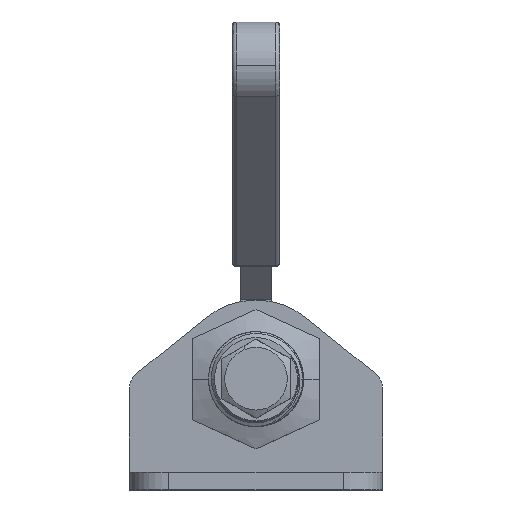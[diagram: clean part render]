
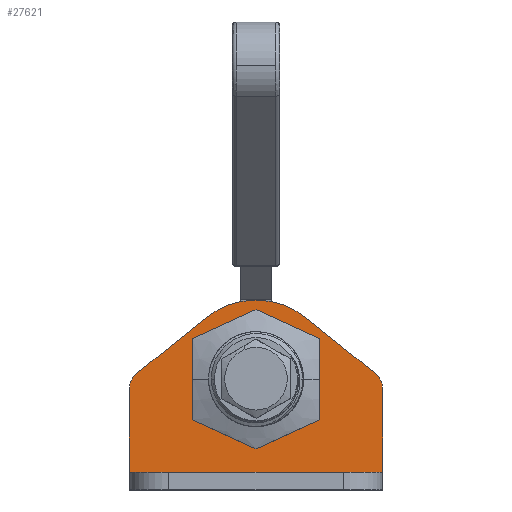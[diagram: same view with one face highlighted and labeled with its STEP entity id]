
A CAD part, top view. The second image highlights one B-rep face of the part: STEP entity #27621.
In plain terms, the highlighted planar face has unit normal (0, 0, 1).
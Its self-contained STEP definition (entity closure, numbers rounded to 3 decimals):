
#4348 = CARTESIAN_POINT ( 'NONE',  ( 19.5, 28., 4.5 ) ) ;
#4349 = CARTESIAN_POINT ( 'NONE',  ( 44.5, 28., 4.5 ) ) ;
#4363 = DIRECTION ( 'NONE',  ( 0., 1., 0. ) ) ;
#4364 = DIRECTION ( 'NONE',  ( 0., 0., -1. ) ) ;
#4365 = CARTESIAN_POINT ( 'NONE',  ( 32., 28., 4.5 ) ) ;
#4366 = AXIS2_PLACEMENT_3D ( 'NONE', #4365, #4364, #4363 ) ;
#4367 = CIRCLE ( 'NONE', #4366, 12.5 ) ;
#4409 = CARTESIAN_POINT ( 'NONE',  ( 0., 4.5, 4.5 ) ) ;
#4449 = DIRECTION ( 'NONE',  ( -1., 0., 0. ) ) ;
#4450 = VECTOR ( 'NONE', #4449, 1000. ) ;
#4451 = CARTESIAN_POINT ( 'NONE',  ( 64., 4.5, 4.5 ) ) ;
#4452 = LINE ( 'NONE', #4451, #4450 ) ;
#4496 = CARTESIAN_POINT ( 'NONE',  ( 64., 4.5, 4.5 ) ) ;
#4673 = CARTESIAN_POINT ( 'NONE',  ( 5., 25.599, 4.5 ) ) ;
#4678 = DIRECTION ( 'NONE',  ( 0., 1., 0. ) ) ;
#4679 = DIRECTION ( 'NONE',  ( 0., 0., 1. ) ) ;
#4680 = AXIS2_PLACEMENT_3D ( 'NONE', #4673, #4679, #4678 ) ;
#4681 = CIRCLE ( 'NONE', #4680, 5. ) ;
#4830 = DIRECTION ( 'NONE',  ( 0., -1., 0. ) ) ;
#4831 = VECTOR ( 'NONE', #4830, 1000. ) ;
#4832 = CARTESIAN_POINT ( 'NONE',  ( 0., 48., 4.5 ) ) ;
#4833 = LINE ( 'NONE', #4832, #4831 ) ;
#4923 = CARTESIAN_POINT ( 'NONE',  ( 1.874, 29.501, 4.5 ) ) ;
#4924 = CARTESIAN_POINT ( 'NONE',  ( 19.495, 43.619, 4.5 ) ) ;
#4925 = DIRECTION ( 'NONE',  ( -0.78, -0.625, 0. ) ) ;
#4926 = VECTOR ( 'NONE', #4925, 1000. ) ;
#4927 = CARTESIAN_POINT ( 'NONE',  ( 48.74, 67.048, 4.5 ) ) ;
#4928 = DIRECTION ( 'NONE',  ( 0., 1., 0. ) ) ;
#4929 = DIRECTION ( 'NONE',  ( 0., 0., -1. ) ) ;
#4930 = CARTESIAN_POINT ( 'NONE',  ( 32., 28., 4.5 ) ) ;
#4931 = AXIS2_PLACEMENT_3D ( 'NONE', #4930, #4929, #4928 ) ;
#4932 = CIRCLE ( 'NONE', #4931, 12.5 ) ;
#4933 = LINE ( 'NONE', #4927, #4926 ) ;
#5009 = CARTESIAN_POINT ( 'NONE',  ( 0., 25.599, 4.5 ) ) ;
#20029 = DIRECTION ( 'NONE',  ( 0., 1., 0. ) ) ;
#20030 = DIRECTION ( 'NONE',  ( 0., 0., 1. ) ) ;
#20031 = CARTESIAN_POINT ( 'NONE',  ( 32., 28.01, 4.5 ) ) ;
#20032 = AXIS2_PLACEMENT_3D ( 'NONE', #20031, #20030, #20029 ) ;
#20033 = CIRCLE ( 'NONE', #20032, 20. ) ;
#20038 = DIRECTION ( 'NONE',  ( 0., 1., 0. ) ) ;
#20039 = DIRECTION ( 'NONE',  ( 0., 0., 1. ) ) ;
#20040 = CARTESIAN_POINT ( 'NONE',  ( 59., 25.599, 4.5 ) ) ;
#20041 = AXIS2_PLACEMENT_3D ( 'NONE', #20040, #20039, #20038 ) ;
#20042 = CIRCLE ( 'NONE', #20041, 5. ) ;
#20139 = DIRECTION ( 'NONE',  ( 0., 1., 0. ) ) ;
#20140 = DIRECTION ( 'NONE',  ( 0., 0., -1. ) ) ;
#20141 = CARTESIAN_POINT ( 'NONE',  ( 64., 48., 4.5 ) ) ;
#20142 = AXIS2_PLACEMENT_3D ( 'NONE', #20141, #20140, #20139 ) ;
#20143 = PLANE ( 'NONE',  #20142 ) ;
#20144 = FACE_OUTER_BOUND ( 'NONE', #25457, .T. ) ;
#20145 = FACE_BOUND ( 'NONE', #27622, .T. ) ;
#20146 = CARTESIAN_POINT ( 'NONE',  ( 31.369, 48., 4.5 ) ) ;
#20375 = DIRECTION ( 'NONE',  ( -0.78, 0.625, 0. ) ) ;
#20376 = VECTOR ( 'NONE', #20375, 1000. ) ;
#20377 = CARTESIAN_POINT ( 'NONE',  ( 54.241, 35.819, 4.5 ) ) ;
#20378 = LINE ( 'NONE', #20377, #20376 ) ;
#20407 = CARTESIAN_POINT ( 'NONE',  ( 62.126, 29.501, 4.5 ) ) ;
#20408 = DIRECTION ( 'NONE',  ( 0., -1., 0. ) ) ;
#20409 = VECTOR ( 'NONE', #20408, 1000. ) ;
#20410 = CARTESIAN_POINT ( 'NONE',  ( 64., 48., 4.5 ) ) ;
#20411 = LINE ( 'NONE', #20410, #20409 ) ;
#20417 = CARTESIAN_POINT ( 'NONE',  ( 64., 25.599, 4.5 ) ) ;
#20481 = CIRCLE ( 'NONE', #20499, 20. ) ;
#20482 = CARTESIAN_POINT ( 'NONE',  ( 44.505, 43.619, 4.5 ) ) ;
#20496 = DIRECTION ( 'NONE',  ( 0., 1., 0. ) ) ;
#20497 = DIRECTION ( 'NONE',  ( 0., 0., 1. ) ) ;
#20498 = CARTESIAN_POINT ( 'NONE',  ( 32., 28.01, 4.5 ) ) ;
#20499 = AXIS2_PLACEMENT_3D ( 'NONE', #20498, #20497, #20496 ) ;
#20624 = CARTESIAN_POINT ( 'NONE',  ( 32.631, 48., 4.5 ) ) ;
#20625 = DIRECTION ( 'NONE',  ( -1., 0., 0. ) ) ;
#20626 = VECTOR ( 'NONE', #20625, 1000. ) ;
#20627 = CARTESIAN_POINT ( 'NONE',  ( 64., 48., 4.5 ) ) ;
#20628 = LINE ( 'NONE', #20627, #20626 ) ;
#25228 = EDGE_CURVE ( 'NONE', #25229, #25230, #4367, .T. ) ;
#25229 = VERTEX_POINT ( 'NONE', #4349 ) ;
#25230 = VERTEX_POINT ( 'NONE', #4348 ) ;
#25246 = VERTEX_POINT ( 'NONE', #4409 ) ;
#25263 = EDGE_CURVE ( 'NONE', #25271, #25246, #4452, .T. ) ;
#25271 = VERTEX_POINT ( 'NONE', #4496 ) ;
#25422 = EDGE_CURVE ( 'NONE', #25475, #25246, #4833, .T. ) ;
#25454 = ORIENTED_EDGE ( 'NONE', *, *, #25455, .T. ) ;
#25455 = EDGE_CURVE ( 'NONE', #25230, #25229, #4932, .T. ) ;
#25456 = ORIENTED_EDGE ( 'NONE', *, *, #25228, .T. ) ;
#25457 = EDGE_LOOP ( 'NONE', ( #25458, #25462, #25476, #27763, #27713, #27573, #27575, #27704, #27580, #27764 ) ) ;
#25458 = ORIENTED_EDGE ( 'NONE', *, *, #25459, .T. ) ;
#25459 = EDGE_CURVE ( 'NONE', #25460, #25461, #4933, .T. ) ;
#25460 = VERTEX_POINT ( 'NONE', #4924 ) ;
#25461 = VERTEX_POINT ( 'NONE', #4923 ) ;
#25462 = ORIENTED_EDGE ( 'NONE', *, *, #25474, .T. ) ;
#25474 = EDGE_CURVE ( 'NONE', #25461, #25475, #4681, .T. ) ;
#25475 = VERTEX_POINT ( 'NONE', #5009 ) ;
#25476 = ORIENTED_EDGE ( 'NONE', *, *, #25422, .T. ) ;
#27573 = ORIENTED_EDGE ( 'NONE', *, *, #27574, .T. ) ;
#27574 = EDGE_CURVE ( 'NONE', #27714, #27719, #20042, .T. ) ;
#27575 = ORIENTED_EDGE ( 'NONE', *, *, #27703, .T. ) ;
#27579 = EDGE_CURVE ( 'NONE', #27761, #27791, #20033, .T. ) ;
#27580 = ORIENTED_EDGE ( 'NONE', *, *, #27790, .T. ) ;
#27620 = VERTEX_POINT ( 'NONE', #20146 ) ;
#27621 = ADVANCED_FACE ( 'NONE', ( #20145, #20144 ), #20143, .F. ) ;
#27622 = EDGE_LOOP ( 'NONE', ( #25454, #25456 ) ) ;
#27703 = EDGE_CURVE ( 'NONE', #27719, #27761, #20378, .T. ) ;
#27704 = ORIENTED_EDGE ( 'NONE', *, *, #27579, .T. ) ;
#27713 = ORIENTED_EDGE ( 'NONE', *, *, #27718, .F. ) ;
#27714 = VERTEX_POINT ( 'NONE', #20417 ) ;
#27718 = EDGE_CURVE ( 'NONE', #27714, #25271, #20411, .T. ) ;
#27719 = VERTEX_POINT ( 'NONE', #20407 ) ;
#27761 = VERTEX_POINT ( 'NONE', #20482 ) ;
#27763 = ORIENTED_EDGE ( 'NONE', *, *, #25263, .F. ) ;
#27764 = ORIENTED_EDGE ( 'NONE', *, *, #27765, .T. ) ;
#27765 = EDGE_CURVE ( 'NONE', #27620, #25460, #20481, .T. ) ;
#27790 = EDGE_CURVE ( 'NONE', #27791, #27620, #20628, .T. ) ;
#27791 = VERTEX_POINT ( 'NONE', #20624 ) ;
